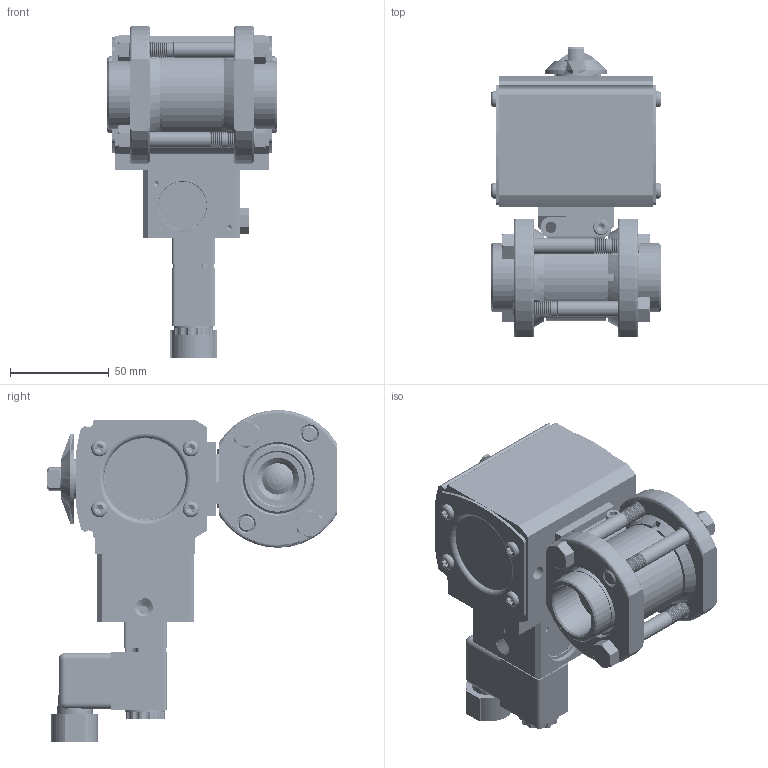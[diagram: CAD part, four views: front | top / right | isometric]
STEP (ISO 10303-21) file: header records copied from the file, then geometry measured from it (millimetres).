
FILE_DESCRIPTION (( 'STEP AP203' ), '1' );
FILE_NAME ('26XXSWSA512D4GPDC.step', '2018-09-05T12:08:22', ( '' ), ( '' ), 'SwSTEP 2.0', 'SolidWorks 2018', '' );
FILE_SCHEMA (( 'CONFIG_CONTROL_DESIGN' ));
Products named in the file (1): 26XXSWSA512D4GPDC
Bounding box: 86.49 x 146.65 x 168.33 mm (x, y, z)
Volume: 471324.4 mm3; surface area: 182351.6 mm2
Topology: 50 solids, 50 shells, 3982 faces, 10359 edges, 6433 vertices
Faces by surface type: cylinder 1765, cone 1199, plane 653, torus 195, bspline 164, sphere 6
Entity records: 182714 total; most frequent: CARTESIAN_POINT 88477, ORIENTED_EDGE 20374, DIRECTION 19867, EDGE_CURVE 10187, AXIS2_PLACEMENT_3D 8016, VERTEX_POINT 6429, EDGE_LOOP 4250, CIRCLE 4197
